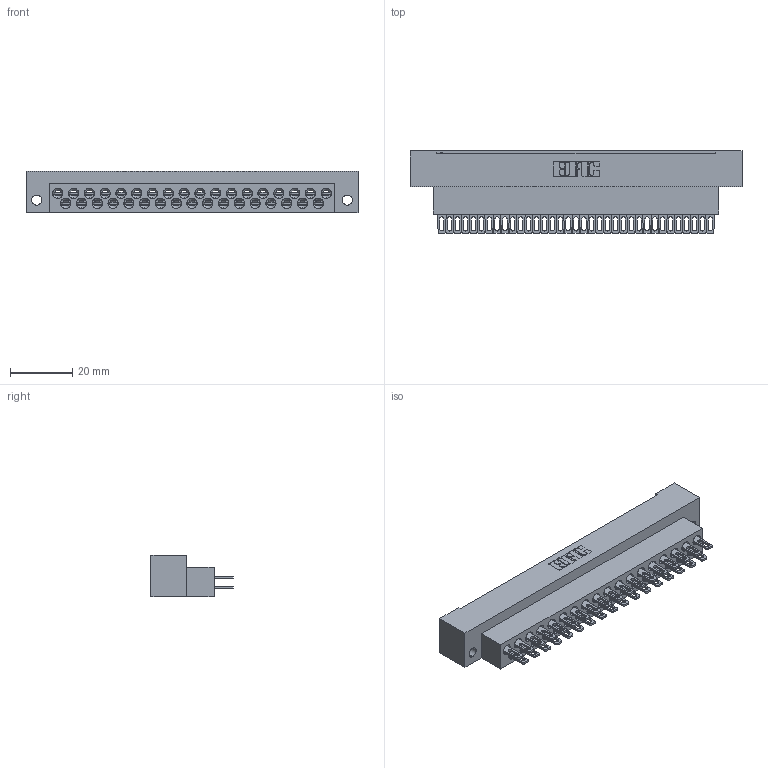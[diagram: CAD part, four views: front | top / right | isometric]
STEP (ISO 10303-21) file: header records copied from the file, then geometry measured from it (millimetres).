
FILE_DESCRIPTION (( 'STEP AP203' ), '1' );
FILE_NAME ('415-035-500-112.STEP', '2020-03-12T19:28:23', ( '' ), ( '' ), 'SwSTEP 2.0', 'SolidWorks 2016', '' );
FILE_SCHEMA (( 'CONFIG_CONTROL_DESIGN' ));
Length unit declared in the file: millimetre
Products named in the file (3): 516-290-001_500; 415-210-001_415-210-035-112; 415-035-500-112
Assembly tree (36 placements, depth 2):
  415-035-500-112
    415-210-001_415-210-035-112
    516-290-001_500  x35
Bounding box: 106.83 x 26.68 x 13.49 mm (x, y, z)
Volume: 18093.5 mm3; surface area: 22794.2 mm2
Topology: 36 solids, 36 shells, 3714 faces, 10828 edges, 7159 vertices
Faces by surface type: plane 2318, cylinder 1059, bspline 232, cone 105
Entity records: 40437 total; most frequent: CARTESIAN_POINT 9343, ORIENTED_EDGE 6696, DIRECTION 5653, EDGE_CURVE 3348, VECTOR 2329, LINE 2329, VERTEX_POINT 2195, AXIS2_PLACEMENT_3D 1662
